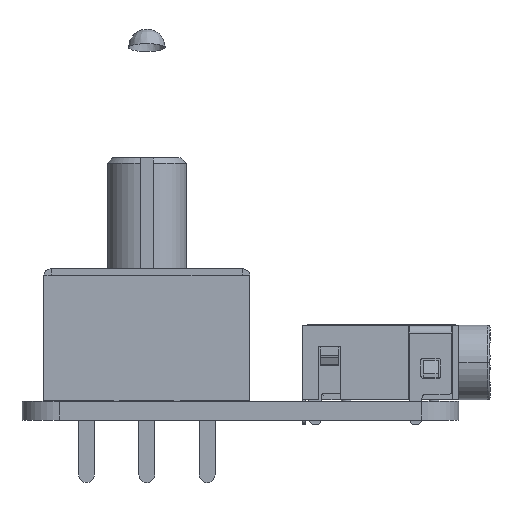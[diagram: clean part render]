
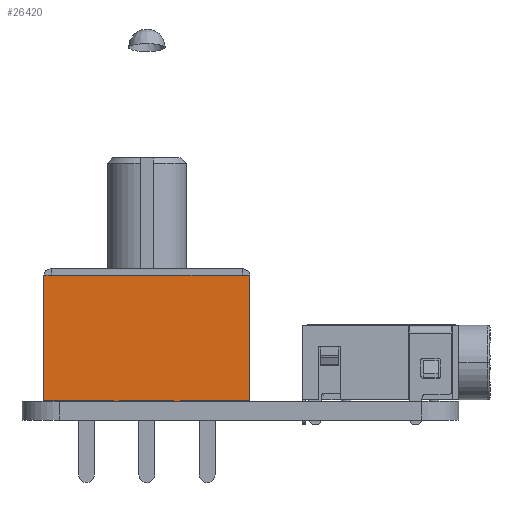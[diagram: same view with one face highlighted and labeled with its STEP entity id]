
A CAD part, left-side view. The second image highlights one B-rep face of the part: STEP entity #26420.
In plain terms, the highlighted face is planar.
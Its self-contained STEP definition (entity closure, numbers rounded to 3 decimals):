
#18569 = VERTEX_POINT('',#18570);
#18570 = CARTESIAN_POINT('',(6.35,-7.655,10.03));
#18593 = VERTEX_POINT('',#18594);
#18594 = CARTESIAN_POINT('',(6.35,7.645,10.03));
#18623 = EDGE_CURVE('',#18593,#18569,#18624,.T.);
#18624 = LINE('',#18625,#18626);
#18625 = CARTESIAN_POINT('',(6.35,8.255,10.03));
#18626 = VECTOR('',#18627,1.);
#18627 = DIRECTION('',(0.,-1.,0.));
#19275 = VERTEX_POINT('',#19276);
#19276 = CARTESIAN_POINT('',(6.35,-8.255,10.03));
#19282 = EDGE_CURVE('',#18569,#19275,#19283,.T.);
#19283 = LINE('',#19284,#19285);
#19284 = CARTESIAN_POINT('',(6.35,8.255,10.03));
#19285 = VECTOR('',#19286,1.);
#19286 = DIRECTION('',(0.,-1.,0.));
#19347 = EDGE_CURVE('',#19348,#18593,#19350,.T.);
#19348 = VERTEX_POINT('',#19349);
#19349 = CARTESIAN_POINT('',(6.35,8.255,10.03));
#19350 = LINE('',#19351,#19352);
#19351 = CARTESIAN_POINT('',(6.35,8.255,10.03));
#19352 = VECTOR('',#19353,1.);
#19353 = DIRECTION('',(0.,-1.,0.));
#26029 = VERTEX_POINT('',#26030);
#26030 = CARTESIAN_POINT('',(6.35,-2.665,0.));
#26036 = EDGE_CURVE('',#26029,#26037,#26039,.T.);
#26037 = VERTEX_POINT('',#26038);
#26038 = CARTESIAN_POINT('',(6.35,-8.255,0.));
#26039 = LINE('',#26040,#26041);
#26040 = CARTESIAN_POINT('',(6.35,8.255,0.));
#26041 = VECTOR('',#26042,1.);
#26042 = DIRECTION('',(0.,-1.,0.));
#26167 = VERTEX_POINT('',#26168);
#26168 = CARTESIAN_POINT('',(6.35,2.165,-1.25));
#26174 = EDGE_CURVE('',#26175,#26167,#26177,.T.);
#26175 = VERTEX_POINT('',#26176);
#26176 = CARTESIAN_POINT('',(6.35,2.165,0.));
#26177 = LINE('',#26178,#26179);
#26178 = CARTESIAN_POINT('',(6.35,2.165,0.));
#26179 = VECTOR('',#26180,1.);
#26180 = DIRECTION('',(0.,0.,-1.));
#26268 = EDGE_CURVE('',#26175,#26269,#26271,.T.);
#26269 = VERTEX_POINT('',#26270);
#26270 = CARTESIAN_POINT('',(6.35,-2.165,0.));
#26271 = LINE('',#26272,#26273);
#26272 = CARTESIAN_POINT('',(6.35,8.255,0.));
#26273 = VECTOR('',#26274,1.);
#26274 = DIRECTION('',(0.,-1.,0.));
#26395 = VERTEX_POINT('',#26396);
#26396 = CARTESIAN_POINT('',(6.35,8.255,0.));
#26402 = EDGE_CURVE('',#26395,#26403,#26405,.T.);
#26403 = VERTEX_POINT('',#26404);
#26404 = CARTESIAN_POINT('',(6.35,2.665,0.));
#26405 = LINE('',#26406,#26407);
#26406 = CARTESIAN_POINT('',(6.35,8.255,0.));
#26407 = VECTOR('',#26408,1.);
#26408 = DIRECTION('',(0.,-1.,0.));
#26420 = ADVANCED_FACE('',(#26421),#26480,.T.);
#26421 = FACE_BOUND('',#26422,.T.);
#26422 = EDGE_LOOP('',(#26423,#26432,#26438,#26439,#26445,#26446,#26447,
    #26448,#26454,#26455,#26463,#26472,#26478,#26479));
#26423 = ORIENTED_EDGE('',*,*,#26424,.F.);
#26424 = EDGE_CURVE('',#26425,#26167,#26427,.T.);
#26425 = VERTEX_POINT('',#26426);
#26426 = CARTESIAN_POINT('',(6.35,2.665,-1.25));
#26427 = CIRCLE('',#26428,0.25);
#26428 = AXIS2_PLACEMENT_3D('',#26429,#26430,#26431);
#26429 = CARTESIAN_POINT('',(6.35,2.415,-1.25));
#26430 = DIRECTION('',(-1.,0.,0.));
#26431 = DIRECTION('',(0.,0.707,-0.707
    ));
#26432 = ORIENTED_EDGE('',*,*,#26433,.F.);
#26433 = EDGE_CURVE('',#26403,#26425,#26434,.T.);
#26434 = LINE('',#26435,#26436);
#26435 = CARTESIAN_POINT('',(6.35,2.665,0.));
#26436 = VECTOR('',#26437,1.);
#26437 = DIRECTION('',(0.,0.,-1.));
#26438 = ORIENTED_EDGE('',*,*,#26402,.F.);
#26439 = ORIENTED_EDGE('',*,*,#26440,.T.);
#26440 = EDGE_CURVE('',#26395,#19348,#26441,.T.);
#26441 = LINE('',#26442,#26443);
#26442 = CARTESIAN_POINT('',(6.35,8.255,0.));
#26443 = VECTOR('',#26444,1.);
#26444 = DIRECTION('',(0.,0.,1.));
#26445 = ORIENTED_EDGE('',*,*,#19347,.T.);
#26446 = ORIENTED_EDGE('',*,*,#18623,.T.);
#26447 = ORIENTED_EDGE('',*,*,#19282,.T.);
#26448 = ORIENTED_EDGE('',*,*,#26449,.F.);
#26449 = EDGE_CURVE('',#26037,#19275,#26450,.T.);
#26450 = LINE('',#26451,#26452);
#26451 = CARTESIAN_POINT('',(6.35,-8.255,0.));
#26452 = VECTOR('',#26453,1.);
#26453 = DIRECTION('',(0.,0.,1.));
#26454 = ORIENTED_EDGE('',*,*,#26036,.F.);
#26455 = ORIENTED_EDGE('',*,*,#26456,.T.);
#26456 = EDGE_CURVE('',#26029,#26457,#26459,.T.);
#26457 = VERTEX_POINT('',#26458);
#26458 = CARTESIAN_POINT('',(6.35,-2.665,-1.25));
#26459 = LINE('',#26460,#26461);
#26460 = CARTESIAN_POINT('',(6.35,-2.665,0.));
#26461 = VECTOR('',#26462,1.);
#26462 = DIRECTION('',(0.,0.,-1.));
#26463 = ORIENTED_EDGE('',*,*,#26464,.F.);
#26464 = EDGE_CURVE('',#26465,#26457,#26467,.T.);
#26465 = VERTEX_POINT('',#26466);
#26466 = CARTESIAN_POINT('',(6.35,-2.165,-1.25));
#26467 = CIRCLE('',#26468,0.25);
#26468 = AXIS2_PLACEMENT_3D('',#26469,#26470,#26471);
#26469 = CARTESIAN_POINT('',(6.35,-2.415,-1.25));
#26470 = DIRECTION('',(-1.,0.,0.));
#26471 = DIRECTION('',(0.,0.707,-0.707
    ));
#26472 = ORIENTED_EDGE('',*,*,#26473,.F.);
#26473 = EDGE_CURVE('',#26269,#26465,#26474,.T.);
#26474 = LINE('',#26475,#26476);
#26475 = CARTESIAN_POINT('',(6.35,-2.165,0.));
#26476 = VECTOR('',#26477,1.);
#26477 = DIRECTION('',(0.,0.,-1.));
#26478 = ORIENTED_EDGE('',*,*,#26268,.F.);
#26479 = ORIENTED_EDGE('',*,*,#26174,.T.);
#26480 = PLANE('',#26481);
#26481 = AXIS2_PLACEMENT_3D('',#26482,#26483,#26484);
#26482 = CARTESIAN_POINT('',(6.35,8.255,0.));
#26483 = DIRECTION('',(1.,0.,0.));
#26484 = DIRECTION('',(0.,0.,-1.));
